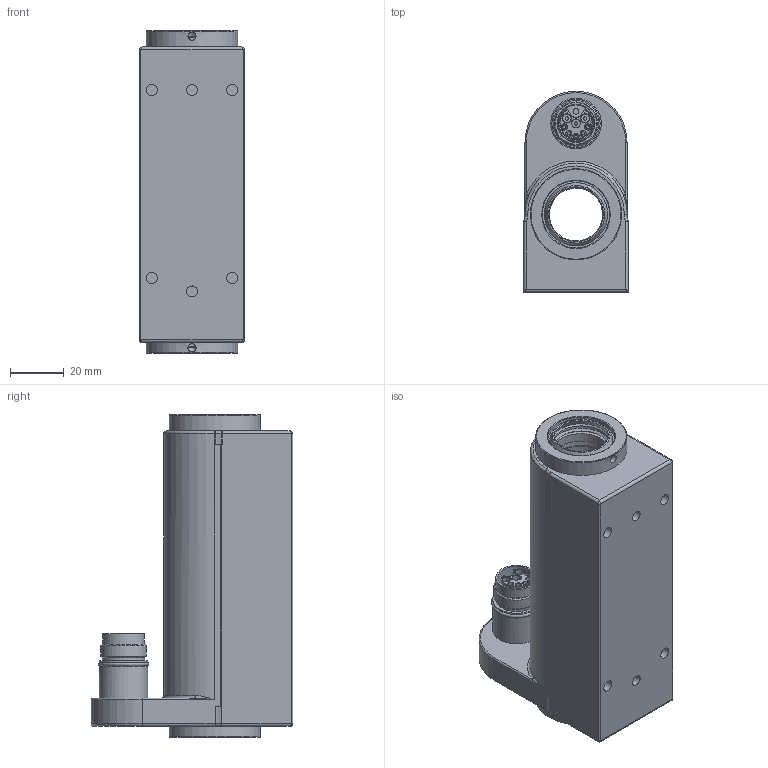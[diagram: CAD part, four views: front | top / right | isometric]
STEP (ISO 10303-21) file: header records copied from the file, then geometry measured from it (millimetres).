
FILE_DESCRIPTION (( 'STEP AP214' ), '1' );
FILE_NAME ('0186-1069_230809_PS01-37Sx60-HP-B03-SSCP-R.STEP', '2023-08-09T07:15:20', ( '' ), ( '' ), 'SwSTEP 2.0', 'SolidWorks 2023', '' );
FILE_SCHEMA (( 'AUTOMOTIVE_DESIGN' ));
Length unit declared in the file: millimetre
Products named in the file (5): Stator_PS01-37Sx60-HP-SSC-B03; 0180-1356_PB01-37Sv-SSC_PB01-37Sv_SSC-40; 0180-2051_PAW01-20-BL-Lf; 0180-1355_PB01-37Sh-SSC_PB01h-37Sh_SSC-40; 0186-1069_230809_PS01-37Sx60-HP-B03-SSCP-R
Assembly tree (5 placements, depth 2):
  0186-1069_230809_PS01-37Sx60-HP-B03-SSCP-R
    0180-2051_PAW01-20-BL-Lf  x2
    Stator_PS01-37Sx60-HP-SSC-B03
    0180-1355_PB01-37Sh-SSC_PB01h-37Sh_SSC-40
    0180-1356_PB01-37Sv-SSC_PB01-37Sv_SSC-40
Bounding box: 39 x 75 x 120.4 mm (x, y, z)
Volume: 168669.1 mm3; surface area: 54188.3 mm2
Topology: 5 solids, 5 shells, 268 faces, 566 edges, 348 vertices
Faces by surface type: plane 104, cylinder 99, cone 39, torus 12, bspline 12, sphere 2
Full cylindrical faces by diameter (mm): 1.15 x5, 1.2 x3, 2.1 x5, 3 x2, 3.2 x3, 4 x2, 4.2 x4, 13.8 x1, 14.05 x1, 14.2 x1, 15.54 x1, 15.7 x1, 16.2 x2, 17 x1, 18 x2, 20.4 x2, 20.6 x2, 20.95 x2, 21 x1, 21.33 x2, 23.05 x2, 23.5 x2, 24.5 x2, 24.55 x4, 25 x2, 28.42 x2, 30 x2, 34 x2
Entity records: 6923 total; most frequent: CARTESIAN_POINT 1772, DIRECTION 1103, ORIENTED_EDGE 828, AXIS2_PLACEMENT_3D 478, EDGE_CURVE 414, EDGE_LOOP 398, FACE_OUTER_BOUND 314, VERTEX_POINT 310
